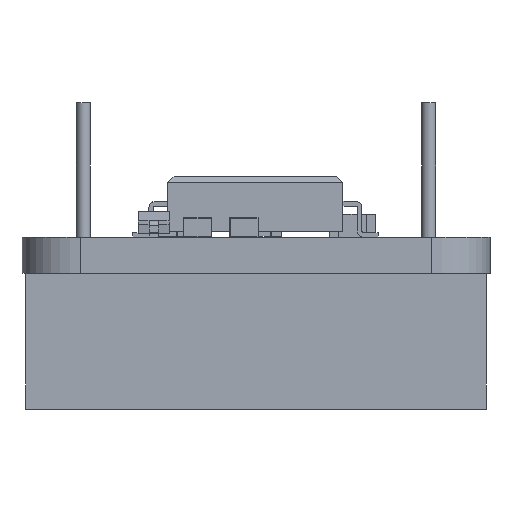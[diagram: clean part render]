
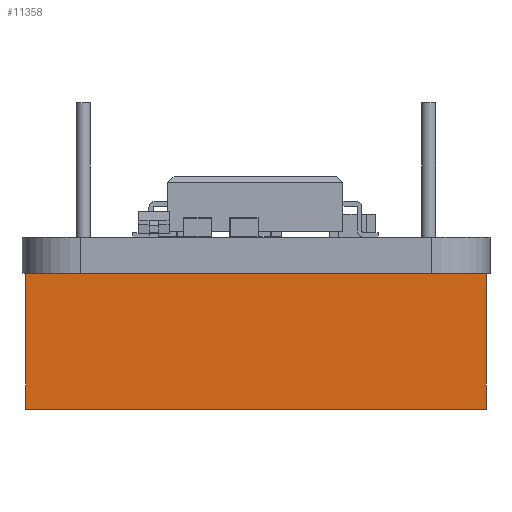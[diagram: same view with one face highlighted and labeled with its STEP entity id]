
A CAD part, front view. The second image highlights one B-rep face of the part: STEP entity #11358.
In plain terms, the highlighted face is planar.
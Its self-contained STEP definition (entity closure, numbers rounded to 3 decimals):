
#367=PLANE('',#12355);
#884=FACE_OUTER_BOUND('',#1634,.T.);
#1634=EDGE_LOOP('',(#8067,#8068,#8069,#8070));
#2329=LINE('',#17389,#3370);
#2330=LINE('',#17392,#3371);
#2331=LINE('',#17394,#3372);
#2332=LINE('',#17395,#3373);
#3370=VECTOR('',#14167,10.);
#3371=VECTOR('',#14170,10.);
#3372=VECTOR('',#14171,10.);
#3373=VECTOR('',#14172,10.);
#5047=VERTEX_POINT('',#17383);
#5049=VERTEX_POINT('',#17387);
#5050=VERTEX_POINT('',#17391);
#5051=VERTEX_POINT('',#17393);
#6195=EDGE_CURVE('',#5047,#5049,#2329,.T.);
#6196=EDGE_CURVE('',#5047,#5050,#2330,.T.);
#6197=EDGE_CURVE('',#5051,#5049,#2331,.T.);
#6198=EDGE_CURVE('',#5050,#5051,#2332,.T.);
#8067=ORIENTED_EDGE('',*,*,#6196,.F.);
#8068=ORIENTED_EDGE('',*,*,#6195,.T.);
#8069=ORIENTED_EDGE('',*,*,#6197,.F.);
#8070=ORIENTED_EDGE('',*,*,#6198,.F.);
#11358=ADVANCED_FACE('',(#884),#367,.T.);
#12355=AXIS2_PLACEMENT_3D('',#17390,#14168,#14169);
#14167=DIRECTION('',(0.,0.,1.));
#14168=DIRECTION('center_axis',(1.,0.,0.));
#14169=DIRECTION('ref_axis',(0.,1.,0.));
#14170=DIRECTION('',(0.,-1.,0.));
#14171=DIRECTION('',(0.,1.,0.));
#14172=DIRECTION('',(0.,0.,1.));
#17383=CARTESIAN_POINT('',(10.,10.,0.));
#17387=CARTESIAN_POINT('',(10.,10.,5.9));
#17389=CARTESIAN_POINT('',(10.,10.,0.));
#17390=CARTESIAN_POINT('Origin',(10.,-10.,0.));
#17391=CARTESIAN_POINT('',(10.,-10.,0.));
#17392=CARTESIAN_POINT('',(10.,10.,0.));
#17393=CARTESIAN_POINT('',(10.,-10.,5.9));
#17394=CARTESIAN_POINT('',(10.,10.,5.9));
#17395=CARTESIAN_POINT('',(10.,-10.,0.));
